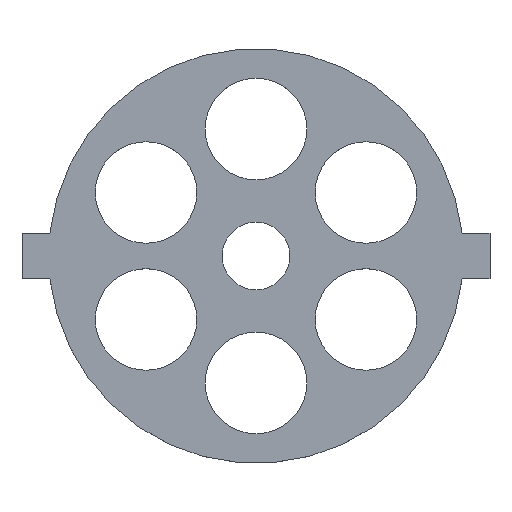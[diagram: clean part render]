
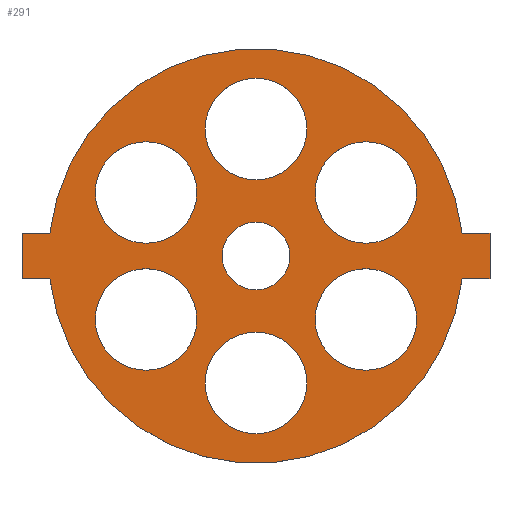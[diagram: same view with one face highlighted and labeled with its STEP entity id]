
A CAD part, top view. The second image highlights one B-rep face of the part: STEP entity #291.
In plain terms, the highlighted planar face has unit normal (0, 0, 1).
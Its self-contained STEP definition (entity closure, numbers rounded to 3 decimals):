
#69=CARTESIAN_POINT('Vertex',(-6.,15.,1.6)) ;
#72=CARTESIAN_POINT('Axis2P3D Location',(0.,15.,1.6)) ;
#76=CARTESIAN_POINT('Vertex',(6.,15.,1.6)) ;
#96=CARTESIAN_POINT('Axis2P3D Location',(0.,15.,1.6)) ;
#108=CARTESIAN_POINT('Axis2P3D Location',(0.,0.,1.6)) ;
#113=CARTESIAN_POINT('Axis2P3D Location',(0.,0.,1.6)) ;
#117=CARTESIAN_POINT('Vertex',(24.351,2.7,1.6)) ;
#119=CARTESIAN_POINT('Vertex',(-24.351,2.7,1.6)) ;
#122=CARTESIAN_POINT('Line Origine',(-26.001,2.7,1.6)) ;
#126=CARTESIAN_POINT('Vertex',(-27.651,2.7,1.6)) ;
#129=CARTESIAN_POINT('Line Origine',(-27.651,0.,1.6)) ;
#133=CARTESIAN_POINT('Vertex',(-27.651,-2.7,1.6)) ;
#136=CARTESIAN_POINT('Line Origine',(-26.001,-2.7,1.6)) ;
#140=CARTESIAN_POINT('Vertex',(-24.351,-2.7,1.6)) ;
#143=CARTESIAN_POINT('Axis2P3D Location',(0.,0.,1.6)) ;
#147=CARTESIAN_POINT('Vertex',(24.351,-2.7,1.6)) ;
#150=CARTESIAN_POINT('Line Origine',(26.001,-2.7,1.6)) ;
#154=CARTESIAN_POINT('Vertex',(27.651,-2.7,1.6)) ;
#157=CARTESIAN_POINT('Line Origine',(27.651,0.,1.6)) ;
#161=CARTESIAN_POINT('Vertex',(27.651,2.7,1.6)) ;
#164=CARTESIAN_POINT('Line Origine',(26.001,2.7,1.6)) ;
#183=CARTESIAN_POINT('Axis2P3D Location',(0.,0.,1.6)) ;
#187=CARTESIAN_POINT('Vertex',(-4.,0.,1.6)) ;
#189=CARTESIAN_POINT('Vertex',(4.,0.,1.6)) ;
#192=CARTESIAN_POINT('Axis2P3D Location',(0.,0.,1.6)) ;
#201=CARTESIAN_POINT('Axis2P3D Location',(-12.99,7.5,1.6)) ;
#205=CARTESIAN_POINT('Vertex',(-9.99,12.696,1.6)) ;
#207=CARTESIAN_POINT('Vertex',(-15.99,2.304,1.6)) ;
#210=CARTESIAN_POINT('Axis2P3D Location',(-12.99,7.5,1.6)) ;
#219=CARTESIAN_POINT('Axis2P3D Location',(-12.99,-7.5,1.6)) ;
#223=CARTESIAN_POINT('Vertex',(-15.99,-2.304,1.6)) ;
#225=CARTESIAN_POINT('Vertex',(-9.99,-12.696,1.6)) ;
#228=CARTESIAN_POINT('Axis2P3D Location',(-12.99,-7.5,1.6)) ;
#237=CARTESIAN_POINT('Axis2P3D Location',(0.,-15.,1.6)) ;
#241=CARTESIAN_POINT('Vertex',(-6.,-15.,1.6)) ;
#243=CARTESIAN_POINT('Vertex',(6.,-15.,1.6)) ;
#246=CARTESIAN_POINT('Axis2P3D Location',(0.,-15.,1.6)) ;
#255=CARTESIAN_POINT('Axis2P3D Location',(12.99,-7.5,1.6)) ;
#259=CARTESIAN_POINT('Vertex',(9.99,-12.696,1.6)) ;
#261=CARTESIAN_POINT('Vertex',(15.99,-2.304,1.6)) ;
#264=CARTESIAN_POINT('Axis2P3D Location',(12.99,-7.5,1.6)) ;
#273=CARTESIAN_POINT('Axis2P3D Location',(12.99,7.5,1.6)) ;
#277=CARTESIAN_POINT('Vertex',(15.99,2.304,1.6)) ;
#279=CARTESIAN_POINT('Vertex',(9.99,12.696,1.6)) ;
#282=CARTESIAN_POINT('Axis2P3D Location',(12.99,7.5,1.6)) ;
#73=DIRECTION('Axis2P3D Direction',(0.,0.,1.)) ;
#97=DIRECTION('Axis2P3D Direction',(0.,0.,1.)) ;
#109=DIRECTION('Axis2P3D Direction',(0.,0.,1.)) ;
#110=DIRECTION('Axis2P3D XDirection',(1.,0.,0.)) ;
#114=DIRECTION('Axis2P3D Direction',(0.,0.,1.)) ;
#123=DIRECTION('Vector Direction',(1.,0.,0.)) ;
#130=DIRECTION('Vector Direction',(0.,-1.,0.)) ;
#137=DIRECTION('Vector Direction',(1.,0.,0.)) ;
#144=DIRECTION('Axis2P3D Direction',(0.,0.,1.)) ;
#151=DIRECTION('Vector Direction',(-1.,0.,0.)) ;
#158=DIRECTION('Vector Direction',(0.,-1.,0.)) ;
#165=DIRECTION('Vector Direction',(1.,0.,0.)) ;
#184=DIRECTION('Axis2P3D Direction',(0.,0.,1.)) ;
#193=DIRECTION('Axis2P3D Direction',(0.,0.,1.)) ;
#202=DIRECTION('Axis2P3D Direction',(0.,0.,1.)) ;
#211=DIRECTION('Axis2P3D Direction',(0.,0.,1.)) ;
#220=DIRECTION('Axis2P3D Direction',(0.,0.,1.)) ;
#229=DIRECTION('Axis2P3D Direction',(0.,0.,1.)) ;
#238=DIRECTION('Axis2P3D Direction',(0.,0.,1.)) ;
#247=DIRECTION('Axis2P3D Direction',(0.,0.,1.)) ;
#256=DIRECTION('Axis2P3D Direction',(0.,0.,1.)) ;
#265=DIRECTION('Axis2P3D Direction',(0.,0.,1.)) ;
#274=DIRECTION('Axis2P3D Direction',(0.,0.,1.)) ;
#283=DIRECTION('Axis2P3D Direction',(0.,0.,1.)) ;
#74=AXIS2_PLACEMENT_3D('Circle Axis2P3D',#72,#73,$) ;
#98=AXIS2_PLACEMENT_3D('Circle Axis2P3D',#96,#97,$) ;
#111=AXIS2_PLACEMENT_3D('Plane Axis2P3D',#108,#109,#110) ;
#115=AXIS2_PLACEMENT_3D('Circle Axis2P3D',#113,#114,$) ;
#145=AXIS2_PLACEMENT_3D('Circle Axis2P3D',#143,#144,$) ;
#185=AXIS2_PLACEMENT_3D('Circle Axis2P3D',#183,#184,$) ;
#194=AXIS2_PLACEMENT_3D('Circle Axis2P3D',#192,#193,$) ;
#203=AXIS2_PLACEMENT_3D('Circle Axis2P3D',#201,#202,$) ;
#212=AXIS2_PLACEMENT_3D('Circle Axis2P3D',#210,#211,$) ;
#221=AXIS2_PLACEMENT_3D('Circle Axis2P3D',#219,#220,$) ;
#230=AXIS2_PLACEMENT_3D('Circle Axis2P3D',#228,#229,$) ;
#239=AXIS2_PLACEMENT_3D('Circle Axis2P3D',#237,#238,$) ;
#248=AXIS2_PLACEMENT_3D('Circle Axis2P3D',#246,#247,$) ;
#257=AXIS2_PLACEMENT_3D('Circle Axis2P3D',#255,#256,$) ;
#266=AXIS2_PLACEMENT_3D('Circle Axis2P3D',#264,#265,$) ;
#275=AXIS2_PLACEMENT_3D('Circle Axis2P3D',#273,#274,$) ;
#284=AXIS2_PLACEMENT_3D('Circle Axis2P3D',#282,#283,$) ;
#170=ORIENTED_EDGE('',*,*,#121,.T.) ;
#171=ORIENTED_EDGE('',*,*,#128,.T.) ;
#172=ORIENTED_EDGE('',*,*,#135,.T.) ;
#173=ORIENTED_EDGE('',*,*,#142,.T.) ;
#174=ORIENTED_EDGE('',*,*,#149,.T.) ;
#175=ORIENTED_EDGE('',*,*,#156,.T.) ;
#176=ORIENTED_EDGE('',*,*,#163,.T.) ;
#177=ORIENTED_EDGE('',*,*,#168,.T.) ;
#180=ORIENTED_EDGE('',*,*,#100,.F.) ;
#181=ORIENTED_EDGE('',*,*,#78,.F.) ;
#198=ORIENTED_EDGE('',*,*,#191,.F.) ;
#199=ORIENTED_EDGE('',*,*,#196,.F.) ;
#216=ORIENTED_EDGE('',*,*,#209,.F.) ;
#217=ORIENTED_EDGE('',*,*,#214,.F.) ;
#234=ORIENTED_EDGE('',*,*,#227,.F.) ;
#235=ORIENTED_EDGE('',*,*,#232,.F.) ;
#252=ORIENTED_EDGE('',*,*,#245,.F.) ;
#253=ORIENTED_EDGE('',*,*,#250,.F.) ;
#270=ORIENTED_EDGE('',*,*,#263,.F.) ;
#271=ORIENTED_EDGE('',*,*,#268,.F.) ;
#288=ORIENTED_EDGE('',*,*,#281,.F.) ;
#289=ORIENTED_EDGE('',*,*,#286,.F.) ;
#182=FACE_BOUND('',#179,.T.) ;
#200=FACE_BOUND('',#197,.T.) ;
#218=FACE_BOUND('',#215,.T.) ;
#236=FACE_BOUND('',#233,.T.) ;
#254=FACE_BOUND('',#251,.T.) ;
#272=FACE_BOUND('',#269,.T.) ;
#290=FACE_BOUND('',#287,.T.) ;
#124=VECTOR('Line Direction',#123,1.) ;
#131=VECTOR('Line Direction',#130,1.) ;
#138=VECTOR('Line Direction',#137,1.) ;
#152=VECTOR('Line Direction',#151,1.) ;
#159=VECTOR('Line Direction',#158,1.) ;
#166=VECTOR('Line Direction',#165,1.) ;
#291=ADVANCED_FACE('Corps principal',(#178,#182,#200,#218,#236,#254,#272,#290),#112,.T.) ;
#75=CIRCLE('generated circle',#74,6.) ;
#99=CIRCLE('generated circle',#98,6.) ;
#116=CIRCLE('generated circle',#115,24.5) ;
#146=CIRCLE('generated circle',#145,24.5) ;
#186=CIRCLE('generated circle',#185,4.) ;
#195=CIRCLE('generated circle',#194,4.) ;
#204=CIRCLE('generated circle',#203,6.) ;
#213=CIRCLE('generated circle',#212,6.) ;
#222=CIRCLE('generated circle',#221,6.) ;
#231=CIRCLE('generated circle',#230,6.) ;
#240=CIRCLE('generated circle',#239,6.) ;
#249=CIRCLE('generated circle',#248,6.) ;
#258=CIRCLE('generated circle',#257,6.) ;
#267=CIRCLE('generated circle',#266,6.) ;
#276=CIRCLE('generated circle',#275,6.) ;
#285=CIRCLE('generated circle',#284,6.) ;
#78=EDGE_CURVE('',#70,#77,#75,.T.) ;
#100=EDGE_CURVE('',#77,#70,#99,.T.) ;
#121=EDGE_CURVE('',#118,#120,#116,.T.) ;
#128=EDGE_CURVE('',#120,#127,#125,.F.) ;
#135=EDGE_CURVE('',#127,#134,#132,.T.) ;
#142=EDGE_CURVE('',#134,#141,#139,.T.) ;
#149=EDGE_CURVE('',#141,#148,#146,.T.) ;
#156=EDGE_CURVE('',#148,#155,#153,.F.) ;
#163=EDGE_CURVE('',#155,#162,#160,.F.) ;
#168=EDGE_CURVE('',#162,#118,#167,.F.) ;
#191=EDGE_CURVE('',#188,#190,#186,.T.) ;
#196=EDGE_CURVE('',#190,#188,#195,.T.) ;
#209=EDGE_CURVE('',#206,#208,#204,.T.) ;
#214=EDGE_CURVE('',#208,#206,#213,.T.) ;
#227=EDGE_CURVE('',#224,#226,#222,.T.) ;
#232=EDGE_CURVE('',#226,#224,#231,.T.) ;
#245=EDGE_CURVE('',#242,#244,#240,.T.) ;
#250=EDGE_CURVE('',#244,#242,#249,.T.) ;
#263=EDGE_CURVE('',#260,#262,#258,.T.) ;
#268=EDGE_CURVE('',#262,#260,#267,.T.) ;
#281=EDGE_CURVE('',#278,#280,#276,.T.) ;
#286=EDGE_CURVE('',#280,#278,#285,.T.) ;
#169=EDGE_LOOP('',(#170,#171,#172,#173,#174,#175,#176,#177)) ;
#179=EDGE_LOOP('',(#180,#181)) ;
#197=EDGE_LOOP('',(#198,#199)) ;
#215=EDGE_LOOP('',(#216,#217)) ;
#233=EDGE_LOOP('',(#234,#235)) ;
#251=EDGE_LOOP('',(#252,#253)) ;
#269=EDGE_LOOP('',(#270,#271)) ;
#287=EDGE_LOOP('',(#288,#289)) ;
#178=FACE_OUTER_BOUND('',#169,.T.) ;
#125=LINE('Line',#122,#124) ;
#132=LINE('Line',#129,#131) ;
#139=LINE('Line',#136,#138) ;
#153=LINE('Line',#150,#152) ;
#160=LINE('Line',#157,#159) ;
#167=LINE('Line',#164,#166) ;
#112=PLANE('',#111) ;
#70=VERTEX_POINT('',#69) ;
#77=VERTEX_POINT('',#76) ;
#118=VERTEX_POINT('',#117) ;
#120=VERTEX_POINT('',#119) ;
#127=VERTEX_POINT('',#126) ;
#134=VERTEX_POINT('',#133) ;
#141=VERTEX_POINT('',#140) ;
#148=VERTEX_POINT('',#147) ;
#155=VERTEX_POINT('',#154) ;
#162=VERTEX_POINT('',#161) ;
#188=VERTEX_POINT('',#187) ;
#190=VERTEX_POINT('',#189) ;
#206=VERTEX_POINT('',#205) ;
#208=VERTEX_POINT('',#207) ;
#224=VERTEX_POINT('',#223) ;
#226=VERTEX_POINT('',#225) ;
#242=VERTEX_POINT('',#241) ;
#244=VERTEX_POINT('',#243) ;
#260=VERTEX_POINT('',#259) ;
#262=VERTEX_POINT('',#261) ;
#278=VERTEX_POINT('',#277) ;
#280=VERTEX_POINT('',#279) ;
